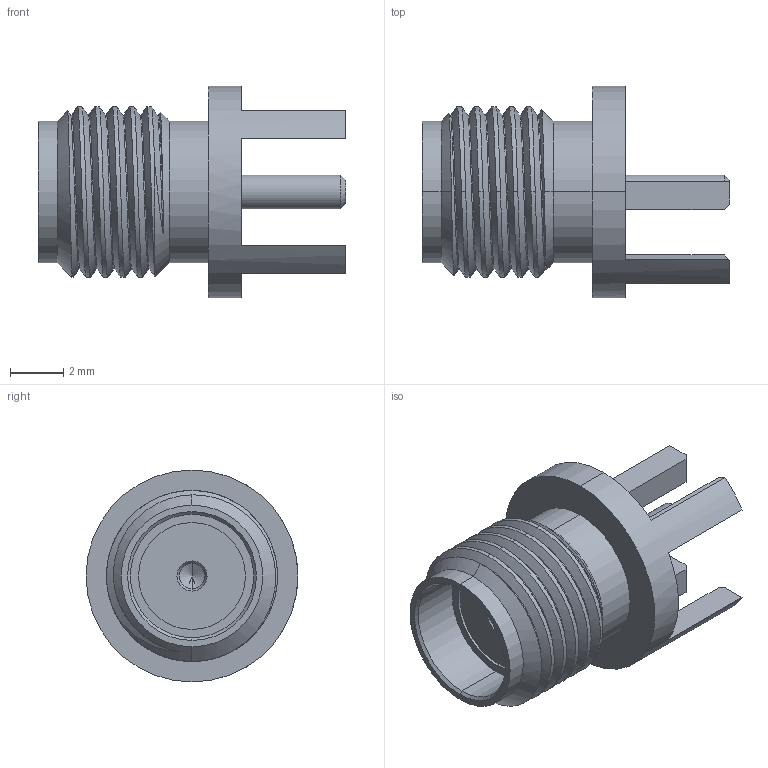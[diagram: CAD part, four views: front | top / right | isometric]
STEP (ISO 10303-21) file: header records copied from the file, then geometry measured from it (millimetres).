
FILE_DESCRIPTION (( 'STEP AP214' ), '1' );
FILE_NAME ('EMPCB.CSMAFSTJ.NI.STEP', '2022-01-06T02:12:13', ( '' ), ( '' ), 'SwSTEP 2.0', 'SolidWorks 2018', '' );
FILE_SCHEMA (( 'AUTOMOTIVE_DESIGN' ));
Length unit declared in the file: centimetre
Products named in the file (1): EMPCB.CSMAFSTJ.NI
Bounding box: 11.5 x 7.93 x 7.93 mm (x, y, z)
Volume: 212.3 mm3; surface area: 400.5 mm2
Topology: 1 solids, 1 shells, 71 faces, 175 edges, 110 vertices
Faces by surface type: plane 29, cylinder 27, cone 12, bspline 3
Entity records: 3250 total; most frequent: CARTESIAN_POINT 1644, ORIENTED_EDGE 346, DIRECTION 306, EDGE_CURVE 173, AXIS2_PLACEMENT_3D 114, VERTEX_POINT 110, VECTOR 78, LINE 78
